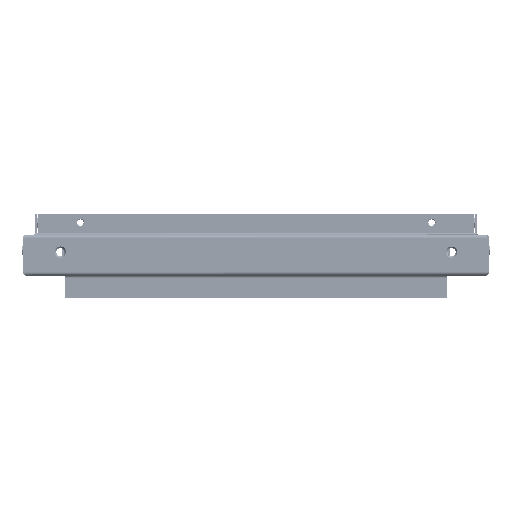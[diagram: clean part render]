
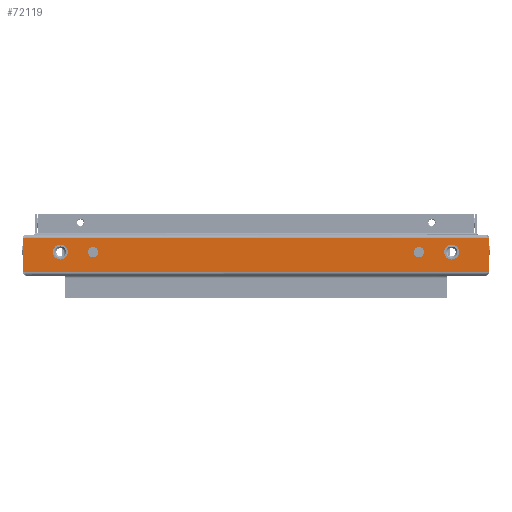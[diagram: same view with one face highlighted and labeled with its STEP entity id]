
A CAD part, front view. The second image highlights one B-rep face of the part: STEP entity #72119.
In plain terms, the highlighted face is planar.
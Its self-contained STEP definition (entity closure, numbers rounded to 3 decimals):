
#539 = DIRECTION ( 'NONE',  ( 0., 0., -1. ) ) ;
#557 = EDGE_CURVE ( 'NONE', #11923, #21338, #8538, .T. ) ;
#700 = VECTOR ( 'NONE', #36497, 1000. ) ;
#1051 = DIRECTION ( 'NONE',  ( 1., 0., 0. ) ) ;
#2284 = VERTEX_POINT ( 'NONE', #26038 ) ;
#2862 = DIRECTION ( 'NONE',  ( 1., 0., 0. ) ) ;
#3426 = AXIS2_PLACEMENT_3D ( 'NONE', #74966, #20257, #13072 ) ;
#4107 = VERTEX_POINT ( 'NONE', #57080 ) ;
#4326 = CIRCLE ( 'NONE', #56581, 5.5 ) ;
#4343 = VECTOR ( 'NONE', #13501, 1000. ) ;
#5043 = DIRECTION ( 'NONE',  ( 0., 0., 1. ) ) ;
#5752 = CARTESIAN_POINT ( 'NONE',  ( 209.5, -3.319, 0. ) ) ;
#6418 = EDGE_CURVE ( 'NONE', #19654, #43098, #23209, .T. ) ;
#6746 = VERTEX_POINT ( 'NONE', #26378 ) ;
#7215 = CARTESIAN_POINT ( 'NONE',  ( 250., -18., 0. ) ) ;
#7300 = CARTESIAN_POINT ( 'NONE',  ( -250., 18., 0. ) ) ;
#7334 = FACE_OUTER_BOUND ( 'NONE', #68261, .T. ) ;
#7346 = CARTESIAN_POINT ( 'NONE',  ( 209.5, -3.319, 0. ) ) ;
#8375 = EDGE_CURVE ( 'NONE', #4107, #61035, #4326, .T. ) ;
#8512 = FACE_BOUND ( 'NONE', #27980, .T. ) ;
#8538 = LINE ( 'NONE', #38117, #14518 ) ;
#10603 = CARTESIAN_POINT ( 'NONE',  ( -250., -22., 0. ) ) ;
#10661 = DIRECTION ( 'NONE',  ( 0., 0., -1. ) ) ;
#11425 = VERTEX_POINT ( 'NONE', #56431 ) ;
#11873 = ORIENTED_EDGE ( 'NONE', *, *, #13006, .T. ) ;
#11923 = VERTEX_POINT ( 'NONE', #66059 ) ;
#13006 = EDGE_CURVE ( 'NONE', #6746, #38978, #19026, .T. ) ;
#13072 = DIRECTION ( 'NONE',  ( 1., 0., 0. ) ) ;
#13501 = DIRECTION ( 'NONE',  ( -1., 0., 0. ) ) ;
#13942 = LINE ( 'NONE', #32304, #24861 ) ;
#14289 = AXIS2_PLACEMENT_3D ( 'NONE', #47194, #16859, #27655 ) ;
#14365 = CIRCLE ( 'NONE', #76857, 8. ) ;
#14518 = VECTOR ( 'NONE', #69237, 1000. ) ;
#14981 = EDGE_LOOP ( 'NONE', ( #53618, #27012 ) ) ;
#15193 = CARTESIAN_POINT ( 'NONE',  ( 180., -3.319, 0. ) ) ;
#15738 = VERTEX_POINT ( 'NONE', #70624 ) ;
#15858 = CARTESIAN_POINT ( 'NONE',  ( 174.5, -3.319, 0. ) ) ;
#16859 = DIRECTION ( 'NONE',  ( 0., 0., -1. ) ) ;
#17554 = VECTOR ( 'NONE', #2862, 1000. ) ;
#17576 = EDGE_CURVE ( 'NONE', #2284, #72277, #74773, .T. ) ;
#17876 = CARTESIAN_POINT ( 'NONE',  ( 248., 18., 0. ) ) ;
#18084 = ORIENTED_EDGE ( 'NONE', *, *, #557, .T. ) ;
#18677 = ORIENTED_EDGE ( 'NONE', *, *, #52879, .T. ) ;
#18949 = DIRECTION ( 'NONE',  ( -1., 0., 0. ) ) ;
#19026 = LINE ( 'NONE', #43378, #25142 ) ;
#19029 = EDGE_LOOP ( 'NONE', ( #35246, #44346 ) ) ;
#19079 = VECTOR ( 'NONE', #63413, 1000. ) ;
#19184 = ORIENTED_EDGE ( 'NONE', *, *, #35471, .F. ) ;
#19654 = VERTEX_POINT ( 'NONE', #15193 ) ;
#19720 = FACE_BOUND ( 'NONE', #19029, .T. ) ;
#20257 = DIRECTION ( 'NONE',  ( 0., 0., 1. ) ) ;
#20836 = ORIENTED_EDGE ( 'NONE', *, *, #64232, .T. ) ;
#20926 = CARTESIAN_POINT ( 'NONE',  ( 169., -3.319, 0. ) ) ;
#21317 = DIRECTION ( 'NONE',  ( 0., 0., 1. ) ) ;
#21338 = VERTEX_POINT ( 'NONE', #17876 ) ;
#22640 = ORIENTED_EDGE ( 'NONE', *, *, #6418, .T. ) ;
#23154 = CIRCLE ( 'NONE', #39728, 5.5 ) ;
#23209 = CIRCLE ( 'NONE', #14289, 5.5 ) ;
#23422 = DIRECTION ( 'NONE',  ( 1., 0., 0. ) ) ;
#24861 = VECTOR ( 'NONE', #37124, 1000. ) ;
#25142 = VECTOR ( 'NONE', #1051, 1000. ) ;
#25291 = DIRECTION ( 'NONE',  ( -1., 0., 0. ) ) ;
#25317 = CIRCLE ( 'NONE', #52097, 8. ) ;
#25979 = EDGE_CURVE ( 'NONE', #38978, #11923, #72066, .T. ) ;
#26038 = CARTESIAN_POINT ( 'NONE',  ( -250., -18., 0. ) ) ;
#26378 = CARTESIAN_POINT ( 'NONE',  ( 247.935, -18., 0. ) ) ;
#27012 = ORIENTED_EDGE ( 'NONE', *, *, #8375, .F. ) ;
#27240 = AXIS2_PLACEMENT_3D ( 'NONE', #62426, #32080, #56439 ) ;
#27442 = CARTESIAN_POINT ( 'NONE',  ( 250., 18., 0. ) ) ;
#27655 = DIRECTION ( 'NONE',  ( -1., 0., 0. ) ) ;
#27685 = CARTESIAN_POINT ( 'NONE',  ( -209.5, -3.319, 0. ) ) ;
#27838 = LINE ( 'NONE', #27442, #37148 ) ;
#27980 = EDGE_LOOP ( 'NONE', ( #19184, #69787 ) ) ;
#31015 = EDGE_CURVE ( 'NONE', #44986, #42741, #59811, .T. ) ;
#31467 = CARTESIAN_POINT ( 'NONE',  ( 250., 18., 0. ) ) ;
#31693 = EDGE_CURVE ( 'NONE', #72277, #6746, #13942, .T. ) ;
#32080 = DIRECTION ( 'NONE',  ( 0., 0., -1. ) ) ;
#32304 = CARTESIAN_POINT ( 'NONE',  ( -250., -18., 0. ) ) ;
#33412 = EDGE_CURVE ( 'NONE', #61035, #4107, #49297, .T. ) ;
#34805 = CARTESIAN_POINT ( 'NONE',  ( -169., -3.319, 0. ) ) ;
#35246 = ORIENTED_EDGE ( 'NONE', *, *, #69306, .T. ) ;
#35471 = EDGE_CURVE ( 'NONE', #42741, #44986, #25317, .T. ) ;
#36311 = DIRECTION ( 'NONE',  ( 0., 0., 1. ) ) ;
#36497 = DIRECTION ( 'NONE',  ( 0., 1., 0. ) ) ;
#36963 = CARTESIAN_POINT ( 'NONE',  ( -174.5, -3.319, 0. ) ) ;
#37124 = DIRECTION ( 'NONE',  ( 1., 0., 0. ) ) ;
#37148 = VECTOR ( 'NONE', #58172, 1000. ) ;
#37702 = DIRECTION ( 'NONE',  ( 0., 0., -1. ) ) ;
#38117 = CARTESIAN_POINT ( 'NONE',  ( 250., 18., 0. ) ) ;
#38488 = EDGE_CURVE ( 'NONE', #15738, #11425, #48326, .T. ) ;
#38590 = CARTESIAN_POINT ( 'NONE',  ( -201.5, -3.319, 0. ) ) ;
#38978 = VERTEX_POINT ( 'NONE', #7215 ) ;
#39651 = CARTESIAN_POINT ( 'NONE',  ( -247.935, -18., 0. ) ) ;
#39728 = AXIS2_PLACEMENT_3D ( 'NONE', #15858, #10661, #64959 ) ;
#40739 = EDGE_CURVE ( 'NONE', #51939, #60773, #27838, .T. ) ;
#40942 = LINE ( 'NONE', #10603, #19079 ) ;
#41926 = DIRECTION ( 'NONE',  ( 1., 0., 0. ) ) ;
#42741 = VERTEX_POINT ( 'NONE', #38590 ) ;
#43098 = VERTEX_POINT ( 'NONE', #20926 ) ;
#43378 = CARTESIAN_POINT ( 'NONE',  ( -250., -18., 0. ) ) ;
#44021 = ORIENTED_EDGE ( 'NONE', *, *, #68965, .T. ) ;
#44346 = ORIENTED_EDGE ( 'NONE', *, *, #38488, .T. ) ;
#44986 = VERTEX_POINT ( 'NONE', #70163 ) ;
#47194 = CARTESIAN_POINT ( 'NONE',  ( 174.5, -3.319, 0. ) ) ;
#48326 = CIRCLE ( 'NONE', #66177, 8. ) ;
#49297 = CIRCLE ( 'NONE', #3426, 5.5 ) ;
#51622 = FACE_BOUND ( 'NONE', #54797, .T. ) ;
#51939 = VERTEX_POINT ( 'NONE', #60333 ) ;
#52097 = AXIS2_PLACEMENT_3D ( 'NONE', #78256, #36311, #41926 ) ;
#52879 = EDGE_CURVE ( 'NONE', #43098, #19654, #23154, .T. ) ;
#53618 = ORIENTED_EDGE ( 'NONE', *, *, #33412, .F. ) ;
#54797 = EDGE_LOOP ( 'NONE', ( #22640, #18677 ) ) ;
#56050 = PLANE ( 'NONE',  #27240 ) ;
#56431 = CARTESIAN_POINT ( 'NONE',  ( 217.5, -3.319, 0. ) ) ;
#56439 = DIRECTION ( 'NONE',  ( -1., 0., 0. ) ) ;
#56581 = AXIS2_PLACEMENT_3D ( 'NONE', #36963, #5043, #23422 ) ;
#57080 = CARTESIAN_POINT ( 'NONE',  ( -180., -3.319, 0. ) ) ;
#57185 = CARTESIAN_POINT ( 'NONE',  ( -250., -18., 0. ) ) ;
#58172 = DIRECTION ( 'NONE',  ( -1., 0., 0. ) ) ;
#59811 = CIRCLE ( 'NONE', #76421, 8. ) ;
#60333 = CARTESIAN_POINT ( 'NONE',  ( -248., 18., 0. ) ) ;
#60773 = VERTEX_POINT ( 'NONE', #7300 ) ;
#61035 = VERTEX_POINT ( 'NONE', #34805 ) ;
#61810 = LINE ( 'NONE', #31467, #4343 ) ;
#62426 = CARTESIAN_POINT ( 'NONE',  ( 0., 0., 0. ) ) ;
#62642 = ORIENTED_EDGE ( 'NONE', *, *, #25979, .T. ) ;
#63413 = DIRECTION ( 'NONE',  ( 0., -1., 0. ) ) ;
#64232 = EDGE_CURVE ( 'NONE', #21338, #51939, #61810, .T. ) ;
#64959 = DIRECTION ( 'NONE',  ( -1., 0., 0. ) ) ;
#65853 = ORIENTED_EDGE ( 'NONE', *, *, #31693, .T. ) ;
#66059 = CARTESIAN_POINT ( 'NONE',  ( 250., 18., 0. ) ) ;
#66177 = AXIS2_PLACEMENT_3D ( 'NONE', #5752, #539, #25291 ) ;
#68261 = EDGE_LOOP ( 'NONE', ( #70146, #65853, #11873, #62642, #18084, #20836, #72139, #44021 ) ) ;
#68965 = EDGE_CURVE ( 'NONE', #60773, #2284, #40942, .T. ) ;
#69237 = DIRECTION ( 'NONE',  ( -1., 0., 0. ) ) ;
#69306 = EDGE_CURVE ( 'NONE', #11425, #15738, #14365, .T. ) ;
#69787 = ORIENTED_EDGE ( 'NONE', *, *, #31015, .F. ) ;
#70146 = ORIENTED_EDGE ( 'NONE', *, *, #17576, .T. ) ;
#70163 = CARTESIAN_POINT ( 'NONE',  ( -217.5, -3.319, 0. ) ) ;
#70624 = CARTESIAN_POINT ( 'NONE',  ( 201.5, -3.319, 0. ) ) ;
#72066 = LINE ( 'NONE', #72850, #700 ) ;
#72119 = ADVANCED_FACE ( 'NONE', ( #19720, #51622, #8512, #76005, #7334 ), #56050, .F. ) ;
#72139 = ORIENTED_EDGE ( 'NONE', *, *, #40739, .T. ) ;
#72277 = VERTEX_POINT ( 'NONE', #39651 ) ;
#72850 = CARTESIAN_POINT ( 'NONE',  ( 250., -22., 0. ) ) ;
#74773 = LINE ( 'NONE', #57185, #17554 ) ;
#74966 = CARTESIAN_POINT ( 'NONE',  ( -174.5, -3.319, 0. ) ) ;
#76005 = FACE_BOUND ( 'NONE', #14981, .T. ) ;
#76421 = AXIS2_PLACEMENT_3D ( 'NONE', #27685, #21317, #76809 ) ;
#76809 = DIRECTION ( 'NONE',  ( 1., 0., 0. ) ) ;
#76857 = AXIS2_PLACEMENT_3D ( 'NONE', #7346, #37702, #18949 ) ;
#78256 = CARTESIAN_POINT ( 'NONE',  ( -209.5, -3.319, 0. ) ) ;
